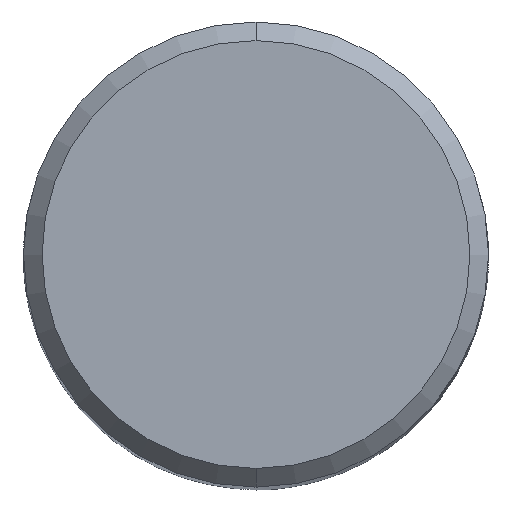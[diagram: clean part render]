
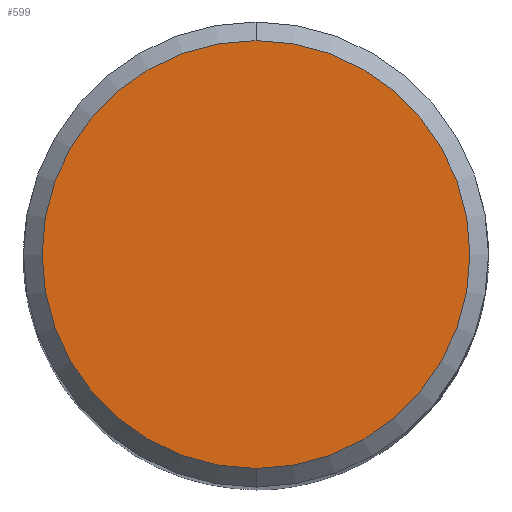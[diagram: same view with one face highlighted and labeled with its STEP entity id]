
A CAD part, top view. The second image highlights one B-rep face of the part: STEP entity #599.
In plain terms, the highlighted planar face has unit normal (0, 0, 1).
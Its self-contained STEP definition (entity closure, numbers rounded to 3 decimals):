
#473=VERTEX_POINT('',#1083);
#595=EDGE_CURVE('',#473,#859,#1219,.T.);
#599=ADVANCED_FACE('',(#1223),#1224,.T.);
#849=EDGE_CURVE('',#859,#473,#1497,.T.);
#859=VERTEX_POINT('',#1509);
#1083=CARTESIAN_POINT('',(0.0,11.5,0.0));
#1219=CIRCLE('',#2331,11.5);
#1223=FACE_OUTER_BOUND('',#2339,.T.);
#1224=PLANE('',#2340);
#1497=CIRCLE('',#3227,11.5);
#1509=CARTESIAN_POINT('',(0.,-11.5,0.0));
#2331=AXIS2_PLACEMENT_3D('',#3636,#3637,#3638);
#2339=EDGE_LOOP('',(#3640,#3641));
#2340=AXIS2_PLACEMENT_3D('',#3642,#3643,#3644);
#3227=AXIS2_PLACEMENT_3D('',#3880,#3881,#3882);
#3636=CARTESIAN_POINT('',(0.0,0.0,0.0));
#3637=DIRECTION('',(0.0,0.0,-1.0));
#3638=DIRECTION('',(0.0,1.0,0.0));
#3640=ORIENTED_EDGE('',*,*,#595,.F.);
#3641=ORIENTED_EDGE('',*,*,#849,.F.);
#3642=CARTESIAN_POINT('',(0.0,5.75,0.0));
#3643=DIRECTION('',(-0.0,0.0,1.0));
#3644=DIRECTION('',(0.0,-1.0,0.0));
#3880=CARTESIAN_POINT('',(0.0,0.0,0.0));
#3881=DIRECTION('',(0.0,0.0,-1.0));
#3882=DIRECTION('',(0.0,1.0,0.0));
